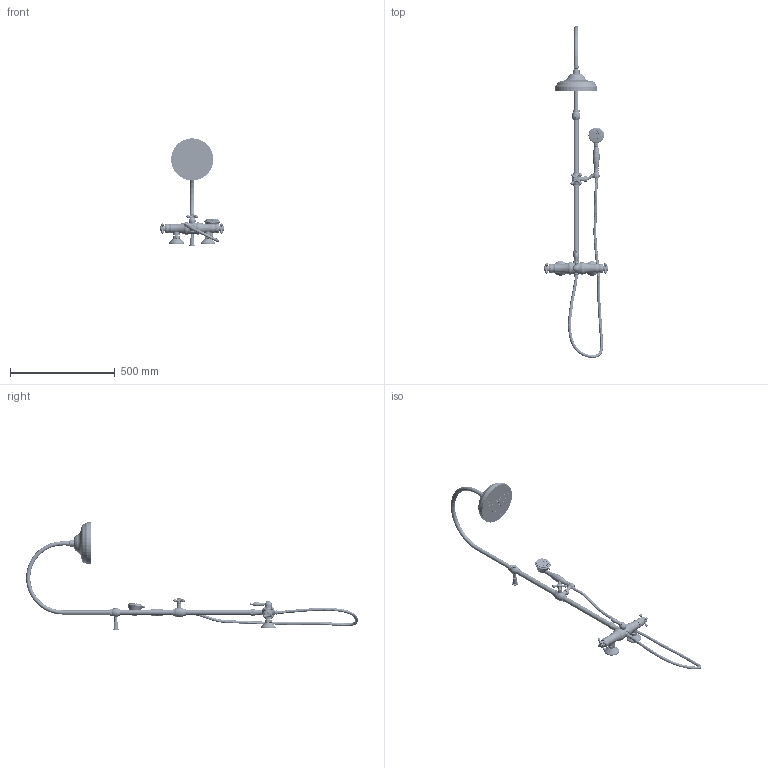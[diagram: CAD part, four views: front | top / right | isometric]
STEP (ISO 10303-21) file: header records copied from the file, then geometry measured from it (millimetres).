
FILE_DESCRIPTION (( 'STEP AP214' ), '1' );
FILE_NAME ('128190 COLUMNA TERMOSTÁTICA TELESCÓPICA CLASICA.STEP', '2019-11-25T08:23:51', ( '' ), ( '' ), 'SwSTEP 2.0', 'SolidWorks 2016', '' );
FILE_SCHEMA (( 'AUTOMOTIVE_DESIGN' ));
Length unit declared in the file: millimetre
Products named in the file (40): 0335 MECANIZADO BA埆 1866_-03; 0390 BOBINA 1866_PL-390-01 CON JUNTAS; 128190 COLUMNA TERMOSTÁTICA TELESCÓPICA CLASICA; TERMINAL1 FLEXO SILVER; INDICE BA埆 DUCHA CON SERIGRAFIA; INDICE 1866 CROMO_-01; FLEXO 2019_FLEXO PARA 1866; MANETA GRISANEX; TUERCA ｾ''''; 0650 MECANIZADO ALARGADERA 1866 TERMOSTATICA_-02; JUNTA 17.5x2; OR 6.07X1.78_-01; 0062 NOHETA DESVIADOR 1866_-04; 0653 BASE PALANCA DESVIADOR 1866_-02; 0832 DESVIADOR 1866 CON ALARGADOR_DESVIADOR CORTO; ROCIADOR 1866; 0000 CONJUNTO BA埆-DUCHA 1866 GRB_DUCHA; VOLANTE BIMANDO 1866; EMBOLO CONJUNTO DESVIADOR 015420.15_EMBOLO CON JUNTAS; 0254 LIMITADOR T 6001_PL-254-01; columna 1866 con desviador_COLUMNA SIN DESVIADOR; 0684 CARTUCHO TERMOSTATICO GRB; 0321 RACOR MACHO 22 3-4 COLUMNA; SOPORTE DESLIZANTE 1866 COMPLETO; INDICE BA埆 DUCHA; 0655 PORTAINDICE MANETA DESVIADOR 1866_PL-655-01; RESINA BLANCA; PLAFÓN GRB6001; MANGO 1866; 0651 RACOR  M22x1 G½''''_PL-651-02 CON JUNTA; COLUMNA 1866 SOLA; INDICE; 0257 CUBREMONTURAS Q 1866 TERMOSTATICA_-04; SOPORTE DESLIZANTE 1866; tuerca columna 1866; 1082 INDICE 1866 GRISANEX_-01; 0654 ALARGADOR DESVIADOR 1866_-01; 0001 PESTAÑA 3-8 IZQD._03; MONTURA F118 G½''''; lock washer for shafts_din_Lock washer DIN 6799 - 8
Assembly tree (47 placements, depth 5):
  128190 COLUMNA TERMOSTÁTICA TELESCÓPICA CLASICA
    columna 1866 con desviador_COLUMNA SIN DESVIADOR
      ROCIADOR 1866
      COLUMNA 1866 SOLA
      SOPORTE DESLIZANTE 1866 COMPLETO
        SOPORTE DESLIZANTE 1866
        MANETA GRISANEX
        1082 INDICE 1866 GRISANEX_-01
        INDICE
      MANGO 1866
      TERMINAL1 FLEXO SILVER
      tuerca columna 1866
      0000 CONJUNTO BA埆-DUCHA 1866 GRB_DUCHA
        0335 MECANIZADO BA埆 1866_-03
        MONTURA F118 G½''''
        0257 CUBREMONTURAS Q 1866 TERMOSTATICA_-04  x2
        VOLANTE BIMANDO 1866  x2
        0684 CARTUCHO TERMOSTATICO GRB
        0254 LIMITADOR T 6001_PL-254-01
        0832 DESVIADOR 1866 CON ALARGADOR_DESVIADOR CORTO
          0062 NOHETA DESVIADOR 1866_-04
          lock washer for shafts_din_Lock washer DIN 6799 - 8
          0654 ALARGADOR DESVIADOR 1866_-01
          JUNTA 17.5x2
          OR 6.07X1.78_-01  x2
        0651 RACOR  M22x1 G½''''_PL-651-02 CON JUNTA
        EMBOLO CONJUNTO DESVIADOR 015420.15_EMBOLO CON JUNTAS
        0390 BOBINA 1866_PL-390-01 CON JUNTAS
        INDICE 1866 CROMO_-01  x2
        INDICE BA埆 DUCHA  x2
        0001 PESTAÑA 3-8 IZQD._03  x2
        TUERCA ｾ''''  x2
        PLAFÓN GRB6001  x2
        0650 MECANIZADO ALARGADERA 1866 TERMOSTATICA_-02
        0321 RACOR MACHO 22 3-4 COLUMNA
        0653 BASE PALANCA DESVIADOR 1866_-02
        0655 PORTAINDICE MANETA DESVIADOR 1866_PL-655-01
        INDICE BA埆 DUCHA CON SERIGRAFIA
        RESINA BLANCA
    FLEXO 2019_FLEXO PARA 1866
Bounding box: 309.9 x 1585.86 x 511.97 mm (x, y, z)
Volume: 3115331.3 mm3; surface area: 560183 mm2
Topology: 71 solids, 75 shells, 6172 faces, 15152 edges, 9171 vertices
Faces by surface type: plane 2066, cylinder 1984, torus 750, bspline 600, cone 584, sphere 188
Entity records: 258665 total; most frequent: CARTESIAN_POINT 121130, DIRECTION 25721, ORIENTED_EDGE 25670, EDGE_CURVE 12835, AXIS2_PLACEMENT_3D 10566, VERTEX_POINT 7884, EDGE_LOOP 5825, CIRCLE 5614
